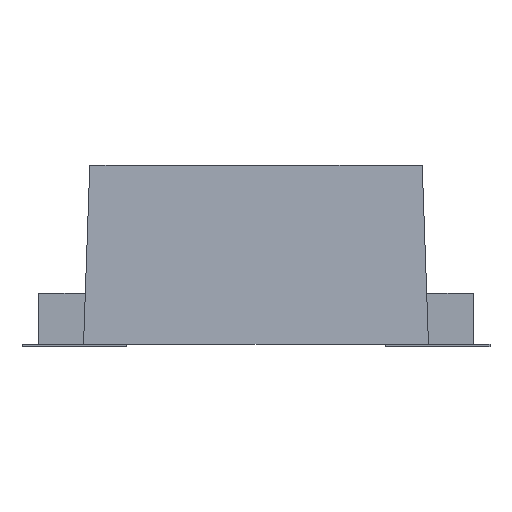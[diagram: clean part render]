
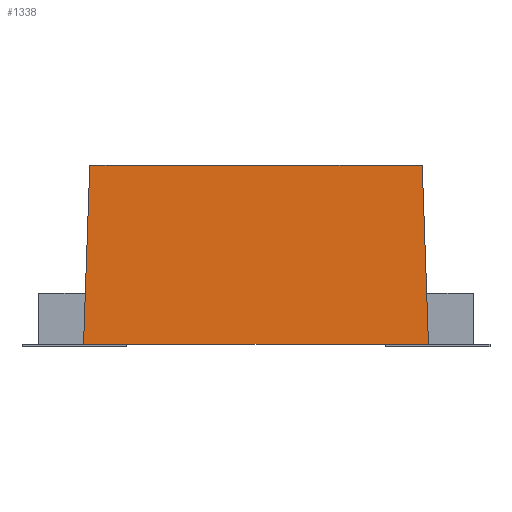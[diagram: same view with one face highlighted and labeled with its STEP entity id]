
A CAD part, front view. The second image highlights one B-rep face of the part: STEP entity #1338.
In plain terms, the highlighted planar face has unit normal (0, -0.999, 0.035).
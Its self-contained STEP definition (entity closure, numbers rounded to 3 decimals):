
#24 = VERTEX_POINT('',#25);
#25 = CARTESIAN_POINT('',(-0.471,-0.4,0.71));
#32 = PLANE('',#33);
#33 = AXIS2_PLACEMENT_3D('',#34,#35,#36);
#34 = CARTESIAN_POINT('',(-0.65,-0.4,0.71));
#35 = DIRECTION('',(0.,0.,1.));
#36 = DIRECTION('',(1.,0.,0.));
#85 = VERTEX_POINT('',#86);
#86 = CARTESIAN_POINT('',(-0.65,-0.4,0.71));
#100 = PLANE('',#101);
#101 = AXIS2_PLACEMENT_3D('',#102,#103,#104);
#102 = CARTESIAN_POINT('',(-0.65,0.4,0.71));
#103 = DIRECTION('',(-0.999,0.,
    0.035));
#104 = DIRECTION('',(0.035,0.,
    0.999));
#112 = EDGE_CURVE('',#85,#24,#113,.T.);
#113 = SURFACE_CURVE('',#114,(#118,#125),.PCURVE_S1.);
#114 = LINE('',#115,#116);
#115 = CARTESIAN_POINT('',(-0.65,-0.4,0.71));
#116 = VECTOR('',#117,1.);
#117 = DIRECTION('',(1.,0.,0.));
#118 = PCURVE('',#32,#119);
#119 = DEFINITIONAL_REPRESENTATION('',(#120),#124);
#120 = LINE('',#121,#122);
#121 = CARTESIAN_POINT('',(0.,0.));
#122 = VECTOR('',#123,1.);
#123 = DIRECTION('',(1.,0.));
#124 = ( GEOMETRIC_REPRESENTATION_CONTEXT(2) 
PARAMETRIC_REPRESENTATION_CONTEXT() REPRESENTATION_CONTEXT('2D SPACE',''
  ) );
#125 = PCURVE('',#126,#131);
#126 = PLANE('',#127);
#127 = AXIS2_PLACEMENT_3D('',#128,#129,#130);
#128 = CARTESIAN_POINT('',(-0.65,-0.4,0.71));
#129 = DIRECTION('',(0.,-0.999,
    0.035));
#130 = DIRECTION('',(0.,-0.035,
    -0.999));
#131 = DEFINITIONAL_REPRESENTATION('',(#132),#136);
#132 = LINE('',#133,#134);
#133 = CARTESIAN_POINT('',(0.,0.));
#134 = VECTOR('',#135,1.);
#135 = DIRECTION('',(0.,1.));
#136 = ( GEOMETRIC_REPRESENTATION_CONTEXT(2) 
PARAMETRIC_REPRESENTATION_CONTEXT() REPRESENTATION_CONTEXT('2D SPACE',''
  ) );
#152 = PLANE('',#153);
#153 = AXIS2_PLACEMENT_3D('',#154,#155,#156);
#154 = CARTESIAN_POINT('',(-0.65,-0.4,0.01));
#155 = DIRECTION('',(0.,0.,1.));
#156 = DIRECTION('',(1.,0.,0.));
#205 = VERTEX_POINT('',#206);
#206 = CARTESIAN_POINT('',(0.674,-0.424,0.01));
#220 = PLANE('',#221);
#221 = AXIS2_PLACEMENT_3D('',#222,#223,#224);
#222 = CARTESIAN_POINT('',(0.65,0.4,0.71));
#223 = DIRECTION('',(0.999,0.,
    0.035));
#224 = DIRECTION('',(0.035,0.,
    -0.999));
#232 = EDGE_CURVE('',#233,#205,#235,.T.);
#233 = VERTEX_POINT('',#234);
#234 = CARTESIAN_POINT('',(-0.674,-0.424,0.01));
#235 = SURFACE_CURVE('',#236,(#240,#247),.PCURVE_S1.);
#236 = LINE('',#237,#238);
#237 = CARTESIAN_POINT('',(-0.65,-0.424,0.01));
#238 = VECTOR('',#239,1.);
#239 = DIRECTION('',(1.,0.,0.));
#240 = PCURVE('',#152,#241);
#241 = DEFINITIONAL_REPRESENTATION('',(#242),#246);
#242 = LINE('',#243,#244);
#243 = CARTESIAN_POINT('',(0.,-0.024));
#244 = VECTOR('',#245,1.);
#245 = DIRECTION('',(1.,0.));
#246 = ( GEOMETRIC_REPRESENTATION_CONTEXT(2) 
PARAMETRIC_REPRESENTATION_CONTEXT() REPRESENTATION_CONTEXT('2D SPACE',''
  ) );
#247 = PCURVE('',#126,#248);
#248 = DEFINITIONAL_REPRESENTATION('',(#249),#253);
#249 = LINE('',#250,#251);
#250 = CARTESIAN_POINT('',(0.7,0.));
#251 = VECTOR('',#252,1.);
#252 = DIRECTION('',(0.,1.));
#253 = ( GEOMETRIC_REPRESENTATION_CONTEXT(2) 
PARAMETRIC_REPRESENTATION_CONTEXT() REPRESENTATION_CONTEXT('2D SPACE',''
  ) );
#541 = VERTEX_POINT('',#542);
#542 = CARTESIAN_POINT('',(0.65,-0.4,0.71));
#556 = PLANE('',#557);
#557 = AXIS2_PLACEMENT_3D('',#558,#559,#560);
#558 = CARTESIAN_POINT('',(-0.65,-0.4,0.71));
#559 = DIRECTION('',(0.,0.,1.));
#560 = DIRECTION('',(1.,0.,0.));
#568 = EDGE_CURVE('',#541,#205,#569,.T.);
#569 = SURFACE_CURVE('',#570,(#574,#581),.PCURVE_S1.);
#570 = LINE('',#571,#572);
#571 = CARTESIAN_POINT('',(0.649,-0.399,0.738)
  );
#572 = VECTOR('',#573,1.);
#573 = DIRECTION('',(0.035,-0.035,
    -0.999));
#574 = PCURVE('',#220,#575);
#575 = DEFINITIONAL_REPRESENTATION('',(#576),#580);
#576 = LINE('',#577,#578);
#577 = CARTESIAN_POINT('',(-0.028,-0.799));
#578 = VECTOR('',#579,1.);
#579 = DIRECTION('',(0.999,-0.035));
#580 = ( GEOMETRIC_REPRESENTATION_CONTEXT(2) 
PARAMETRIC_REPRESENTATION_CONTEXT() REPRESENTATION_CONTEXT('2D SPACE',''
  ) );
#581 = PCURVE('',#126,#582);
#582 = DEFINITIONAL_REPRESENTATION('',(#583),#587);
#583 = LINE('',#584,#585);
#584 = CARTESIAN_POINT('',(-0.028,1.299));
#585 = VECTOR('',#586,1.);
#586 = DIRECTION('',(0.999,0.035));
#587 = ( GEOMETRIC_REPRESENTATION_CONTEXT(2) 
PARAMETRIC_REPRESENTATION_CONTEXT() REPRESENTATION_CONTEXT('2D SPACE',''
  ) );
#1293 = EDGE_CURVE('',#85,#233,#1294,.T.);
#1294 = SURFACE_CURVE('',#1295,(#1299,#1306),.PCURVE_S1.);
#1295 = LINE('',#1296,#1297);
#1296 = CARTESIAN_POINT('',(-0.65,-0.4,0.71));
#1297 = VECTOR('',#1298,1.);
#1298 = DIRECTION('',(-0.035,-0.035,
    -0.999));
#1299 = PCURVE('',#100,#1300);
#1300 = DEFINITIONAL_REPRESENTATION('',(#1301),#1305);
#1301 = LINE('',#1302,#1303);
#1302 = CARTESIAN_POINT('',(0.,-0.8));
#1303 = VECTOR('',#1304,1.);
#1304 = DIRECTION('',(-0.999,-0.035));
#1305 = ( GEOMETRIC_REPRESENTATION_CONTEXT(2) 
PARAMETRIC_REPRESENTATION_CONTEXT() REPRESENTATION_CONTEXT('2D SPACE',''
  ) );
#1306 = PCURVE('',#126,#1307);
#1307 = DEFINITIONAL_REPRESENTATION('',(#1308),#1312);
#1308 = LINE('',#1309,#1310);
#1309 = CARTESIAN_POINT('',(0.,0.));
#1310 = VECTOR('',#1311,1.);
#1311 = DIRECTION('',(0.999,-0.035));
#1312 = ( GEOMETRIC_REPRESENTATION_CONTEXT(2) 
PARAMETRIC_REPRESENTATION_CONTEXT() REPRESENTATION_CONTEXT('2D SPACE',''
  ) );
#1338 = ADVANCED_FACE('',(#1339),#126,.T.);
#1339 = FACE_BOUND('',#1340,.T.);
#1340 = EDGE_LOOP('',(#1341,#1342,#1343,#1366,#1392,#1393));
#1341 = ORIENTED_EDGE('',*,*,#232,.T.);
#1342 = ORIENTED_EDGE('',*,*,#568,.F.);
#1343 = ORIENTED_EDGE('',*,*,#1344,.F.);
#1344 = EDGE_CURVE('',#1345,#541,#1347,.T.);
#1345 = VERTEX_POINT('',#1346);
#1346 = CARTESIAN_POINT('',(-0.354,-0.4,0.71));
#1347 = SURFACE_CURVE('',#1348,(#1352,#1359),.PCURVE_S1.);
#1348 = LINE('',#1349,#1350);
#1349 = CARTESIAN_POINT('',(-0.65,-0.4,0.71));
#1350 = VECTOR('',#1351,1.);
#1351 = DIRECTION('',(1.,0.,0.));
#1352 = PCURVE('',#126,#1353);
#1353 = DEFINITIONAL_REPRESENTATION('',(#1354),#1358);
#1354 = LINE('',#1355,#1356);
#1355 = CARTESIAN_POINT('',(0.,0.));
#1356 = VECTOR('',#1357,1.);
#1357 = DIRECTION('',(0.,1.));
#1358 = ( GEOMETRIC_REPRESENTATION_CONTEXT(2) 
PARAMETRIC_REPRESENTATION_CONTEXT() REPRESENTATION_CONTEXT('2D SPACE',''
  ) );
#1359 = PCURVE('',#556,#1360);
#1360 = DEFINITIONAL_REPRESENTATION('',(#1361),#1365);
#1361 = LINE('',#1362,#1363);
#1362 = CARTESIAN_POINT('',(0.,0.));
#1363 = VECTOR('',#1364,1.);
#1364 = DIRECTION('',(1.,0.));
#1365 = ( GEOMETRIC_REPRESENTATION_CONTEXT(2) 
PARAMETRIC_REPRESENTATION_CONTEXT() REPRESENTATION_CONTEXT('2D SPACE',''
  ) );
#1366 = ORIENTED_EDGE('',*,*,#1367,.F.);
#1367 = EDGE_CURVE('',#24,#1345,#1368,.T.);
#1368 = SURFACE_CURVE('',#1369,(#1373,#1380),.PCURVE_S1.);
#1369 = LINE('',#1370,#1371);
#1370 = CARTESIAN_POINT('',(-0.471,-0.4,0.71));
#1371 = VECTOR('',#1372,1.);
#1372 = DIRECTION('',(1.,0.,0.));
#1373 = PCURVE('',#126,#1374);
#1374 = DEFINITIONAL_REPRESENTATION('',(#1375),#1379);
#1375 = LINE('',#1376,#1377);
#1376 = CARTESIAN_POINT('',(0.,0.179));
#1377 = VECTOR('',#1378,1.);
#1378 = DIRECTION('',(0.,1.));
#1379 = ( GEOMETRIC_REPRESENTATION_CONTEXT(2) 
PARAMETRIC_REPRESENTATION_CONTEXT() REPRESENTATION_CONTEXT('2D SPACE',''
  ) );
#1380 = PCURVE('',#1381,#1386);
#1381 = PLANE('',#1382);
#1382 = AXIS2_PLACEMENT_3D('',#1383,#1384,#1385);
#1383 = CARTESIAN_POINT('',(-0.471,-0.4,0.709));
#1384 = DIRECTION('',(0.,-1.,0.));
#1385 = DIRECTION('',(0.,0.,-1.));
#1386 = DEFINITIONAL_REPRESENTATION('',(#1387),#1391);
#1387 = LINE('',#1388,#1389);
#1388 = CARTESIAN_POINT('',(-0.001,0.));
#1389 = VECTOR('',#1390,1.);
#1390 = DIRECTION('',(0.,1.));
#1391 = ( GEOMETRIC_REPRESENTATION_CONTEXT(2) 
PARAMETRIC_REPRESENTATION_CONTEXT() REPRESENTATION_CONTEXT('2D SPACE',''
  ) );
#1392 = ORIENTED_EDGE('',*,*,#112,.F.);
#1393 = ORIENTED_EDGE('',*,*,#1293,.T.);
